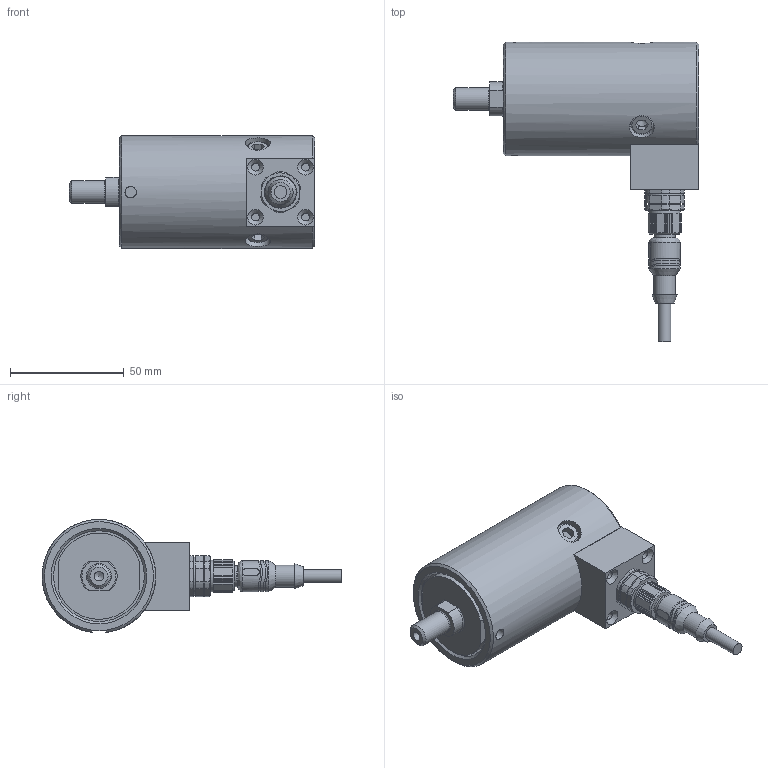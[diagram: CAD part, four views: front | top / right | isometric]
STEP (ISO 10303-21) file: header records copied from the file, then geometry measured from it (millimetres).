
FILE_DESCRIPTION (( 'STEP AP214' ), '1' );
FILE_NAME ('ZAK-A10N...2000N-N2R STEP.STEP', '2024-12-12T14:06:18', ( '' ), ( '' ), 'SwSTEP 2.0', 'SolidWorks 2023', '' );
FILE_SCHEMA (( 'AUTOMOTIVE_DESIGN' ));
Length unit declared in the file: millimetre
Products named in the file (1): ZAK-A10N...2000N-N2R STEP
Bounding box: 108 x 131.93 x 49.76 mm (x, y, z)
Volume: 152905 mm3; surface area: 53132.1 mm2
Topology: 8 solids, 13 shells, 753 faces, 1949 edges, 1253 vertices
Faces by surface type: plane 421, cylinder 209, cone 94, bspline 17, torus 12
Full cylindrical faces by diameter (mm): 1 x8, 1.1 x4, 1.15 x4, 1.2 x1, 1.5 x4, 1.55 x8, 1.6 x8, 1.85 x4, 3 x2, 3.4 x4, 4.2 x1, 5 x5, 5.6 x1, 6 x3, 6.6 x3, 7.65 x1, 8.375 x1, 8.42 x1, 9.22 x1, 9.3 x1, 9.6 x1, 9.7 x1, 9.95 x1, 10 x4, 10.4 x1, 10.8 x1, 11 x5, 12 x1, 13.4 x2, 13.5 x2
Entity records: 23580 total; most frequent: CARTESIAN_POINT 6482, DIRECTION 3412, ORIENTED_EDGE 3384, EDGE_CURVE 1692, AXIS2_PLACEMENT_3D 1264, VERTEX_POINT 1166, EDGE_LOOP 996, VECTOR 884
